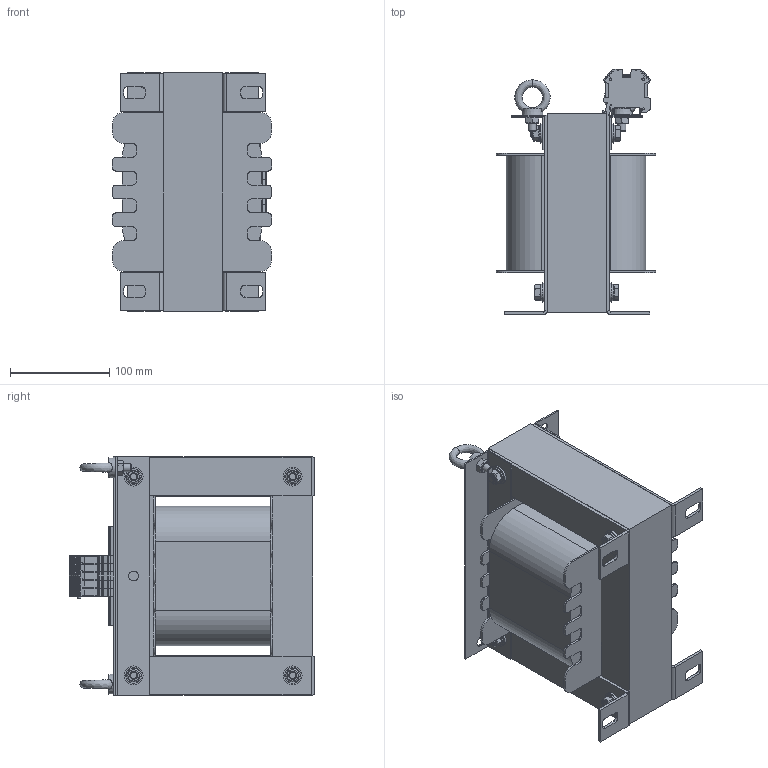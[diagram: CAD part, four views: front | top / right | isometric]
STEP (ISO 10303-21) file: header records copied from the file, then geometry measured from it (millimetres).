
FILE_DESCRIPTION(/* description */ (''),/* implementation_level */ '2;1');
FILE_NAME(/* name */ 'TNA02503200.stp',/* time_stamp */ '2023-09-12T07:52:33+02:00',/* author */ ('velazquez'),/* organization */ (''),/* preprocessor_version */ 'ST-DEVELOPER v19.2',/* originating_system */ 'Autodesk Inventor 2023',/* authorisation */ '');
FILE_SCHEMA (('AUTOMOTIVE_DESIGN { 1 0 10303 214 3 1 1 }'));
Length unit declared in the file: millimetre
Products named in the file (14): TNA02503200; EI240 240 x 200 - 60 (Rc80); Escuadra RC80; SEMI 30 X 60 RC80 EI240 - 30; ESCUADRA RC80 PORTAFICHAS; centrador M8; DIN 125 - A 8,4; DIN 933 - M8  x 80; DIN 933 - M8  x 85; carril 4 agujeros; FICHA 10; FICHA 10 AM_VE; Bolt GB 825 B M8; DIN 934 - M8
Assembly tree (42 placements, depth 2):
  TNA02503200
    EI240 240 x 200 - 60 (Rc80)
    Escuadra RC80  x4
    SEMI 30 X 60 RC80 EI240 - 30
    ESCUADRA RC80 PORTAFICHAS  x2
    centrador M8  x8
    DIN 125 - A 8,4  x8
    DIN 933 - M8  x 80  x2
    DIN 933 - M8  x 85  x2
    DIN 934 - M8  x6
    carril 4 agujeros
    FICHA 10  x4
    FICHA 10 AM_VE
    Bolt GB 825 B M8  x2
Bounding box: 160 x 246.5 x 240 mm (x, y, z)
Volume: 4209840.5 mm3; surface area: 535075 mm2
Topology: 42 solids, 42 shells, 1963 faces, 5313 edges, 3481 vertices
Faces by surface type: plane 1282, cylinder 539, cone 96, torus 42, bspline 4
Full cylindrical faces by diameter (mm): 2.4 x10, 2.5 x10, 2.75 x10, 5.7 x10, 5.82 x2, 6.647 x6, 7.323 x4, 8 x14, 8.4 x8, 9.6 x8, 10 x10, 11 x4, 11.4 x4, 12 x8, 16 x8, 19 x8
Entity records: 30032 total; most frequent: CARTESIAN_POINT 5487, DIRECTION 4916, ORIENTED_EDGE 4908, EDGE_CURVE 2454, LINE 1796, VECTOR 1796, VERTEX_POINT 1606, AXIS2_PLACEMENT_3D 1560
